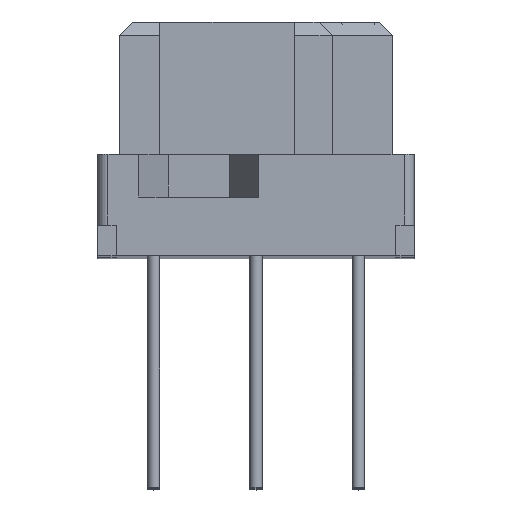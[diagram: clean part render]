
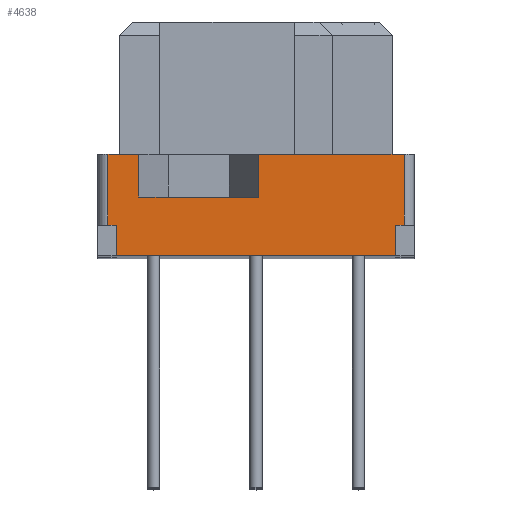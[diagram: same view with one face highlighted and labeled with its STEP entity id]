
A CAD part, top view. The second image highlights one B-rep face of the part: STEP entity #4638.
In plain terms, the highlighted planar face has unit normal (0, 0, 1).
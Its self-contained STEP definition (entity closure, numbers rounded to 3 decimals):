
#2618=LINE('',#13248,#3400);
#2623=LINE('',#13263,#3405);
#2635=LINE('',#13293,#3417);
#2638=LINE('',#13299,#3420);
#2639=LINE('',#13301,#3421);
#2644=LINE('',#13312,#3426);
#2645=LINE('',#13316,#3427);
#2647=LINE('',#13322,#3429);
#2648=LINE('',#13323,#3430);
#2700=LINE('',#13433,#3482);
#2702=LINE('',#13437,#3484);
#2703=LINE('',#13439,#3485);
#3400=VECTOR('',#11343,1.);
#3405=VECTOR('',#11354,1.);
#3417=VECTOR('',#11380,1.);
#3420=VECTOR('',#11385,1.);
#3421=VECTOR('',#11388,1.);
#3426=VECTOR('',#11395,1.);
#3427=VECTOR('',#11400,1.);
#3429=VECTOR('',#11406,1.);
#3430=VECTOR('',#11407,1.);
#3482=VECTOR('',#11503,1.);
#3484=VECTOR('',#11507,1.);
#3485=VECTOR('',#11508,1.);
#3864=PLANE('',#9731);
#4225=FACE_OUTER_BOUND('',#5413,.T.);
#4638=ADVANCED_FACE('',(#4225),#3864,.T.);
#5413=EDGE_LOOP('',(#7104,#7105,#7106,#7107,#7108,#7109,#7110,#7111,#7112,
#7113,#7114,#7115));
#7104=ORIENTED_EDGE('',*,*,#8738,.T.);
#7105=ORIENTED_EDGE('',*,*,#8739,.F.);
#7106=ORIENTED_EDGE('',*,*,#8736,.T.);
#7107=ORIENTED_EDGE('',*,*,#8644,.T.);
#7108=ORIENTED_EDGE('',*,*,#8651,.T.);
#7109=ORIENTED_EDGE('',*,*,#8680,.F.);
#7110=ORIENTED_EDGE('',*,*,#8665,.T.);
#7111=ORIENTED_EDGE('',*,*,#8668,.T.);
#7112=ORIENTED_EDGE('',*,*,#8669,.T.);
#7113=ORIENTED_EDGE('',*,*,#8679,.F.);
#7114=ORIENTED_EDGE('',*,*,#8676,.T.);
#7115=ORIENTED_EDGE('',*,*,#8674,.T.);
#7797=VERTEX_POINT('',#13249);
#7798=VERTEX_POINT('',#13250);
#7803=VERTEX_POINT('',#13262);
#7814=VERTEX_POINT('',#13292);
#7815=VERTEX_POINT('',#13294);
#7816=VERTEX_POINT('',#13298);
#7817=VERTEX_POINT('',#13302);
#7821=VERTEX_POINT('',#13311);
#7822=VERTEX_POINT('',#13313);
#7823=VERTEX_POINT('',#13317);
#7861=VERTEX_POINT('',#13434);
#7862=VERTEX_POINT('',#13438);
#8644=EDGE_CURVE('',#7797,#7798,#2618,.T.);
#8651=EDGE_CURVE('',#7798,#7803,#2623,.T.);
#8665=EDGE_CURVE('',#7815,#7814,#2635,.T.);
#8668=EDGE_CURVE('',#7814,#7816,#2638,.T.);
#8669=EDGE_CURVE('',#7816,#7817,#2639,.T.);
#8674=EDGE_CURVE('',#7822,#7821,#2644,.T.);
#8676=EDGE_CURVE('',#7823,#7822,#2645,.T.);
#8679=EDGE_CURVE('',#7823,#7817,#2647,.T.);
#8680=EDGE_CURVE('',#7815,#7803,#2648,.T.);
#8736=EDGE_CURVE('',#7861,#7797,#2700,.T.);
#8738=EDGE_CURVE('',#7821,#7862,#2702,.T.);
#8739=EDGE_CURVE('',#7861,#7862,#2703,.T.);
#9731=AXIS2_PLACEMENT_3D('',#13440,#11509,#11510);
#11343=DIRECTION('',(1.,0.,0.));
#11354=DIRECTION('',(0.,1.,0.));
#11380=DIRECTION('',(0.,-1.,0.));
#11385=DIRECTION('',(-1.,0.,0.));
#11388=DIRECTION('',(0.,1.,0.));
#11395=DIRECTION('',(1.,0.,0.));
#11400=DIRECTION('',(0.,-1.,0.));
#11406=DIRECTION('',(1.,0.,0.));
#11407=DIRECTION('',(1.,0.,0.));
#11503=DIRECTION('',(0.,1.,0.));
#11507=DIRECTION('',(0.,-1.,0.));
#11508=DIRECTION('',(-1.,0.,0.));
#11509=DIRECTION('',(0.,0.,1.));
#11510=DIRECTION('',(1.,0.,0.));
#13248=CARTESIAN_POINT('',(14.8,1.505,94.8));
#13249=CARTESIAN_POINT('',(14.8,1.505,94.8));
#13250=CARTESIAN_POINT('',(15.2,1.505,94.8));
#13262=CARTESIAN_POINT('',(15.2,5.02,94.8));
#13263=CARTESIAN_POINT('',(15.2,1.505,94.8));
#13292=CARTESIAN_POINT('',(7.985,2.9,94.8));
#13293=CARTESIAN_POINT('',(7.985,5.02,94.8));
#13294=CARTESIAN_POINT('',(7.985,5.02,94.8));
#13298=CARTESIAN_POINT('',(2.035,2.9,94.8));
#13299=CARTESIAN_POINT('',(7.985,2.9,94.8));
#13301=CARTESIAN_POINT('',(2.035,2.9,94.8));
#13302=CARTESIAN_POINT('',(2.035,5.02,94.8));
#13311=CARTESIAN_POINT('',(0.9,1.505,94.8));
#13312=CARTESIAN_POINT('',(0.5,1.505,94.8));
#13313=CARTESIAN_POINT('',(0.5,1.505,94.8));
#13316=CARTESIAN_POINT('',(0.5,5.02,94.8));
#13317=CARTESIAN_POINT('',(0.5,5.02,94.8));
#13322=CARTESIAN_POINT('',(0.5,5.02,94.8));
#13323=CARTESIAN_POINT('',(7.985,5.02,94.8));
#13433=CARTESIAN_POINT('',(14.8,0.,94.8));
#13434=CARTESIAN_POINT('',(14.8,0.,94.8));
#13437=CARTESIAN_POINT('',(0.9,1.505,94.8));
#13438=CARTESIAN_POINT('',(0.9,0.,94.8));
#13439=CARTESIAN_POINT('',(14.8,0.,94.8));
#13440=CARTESIAN_POINT('',(-0.785,-0.58,94.8));
